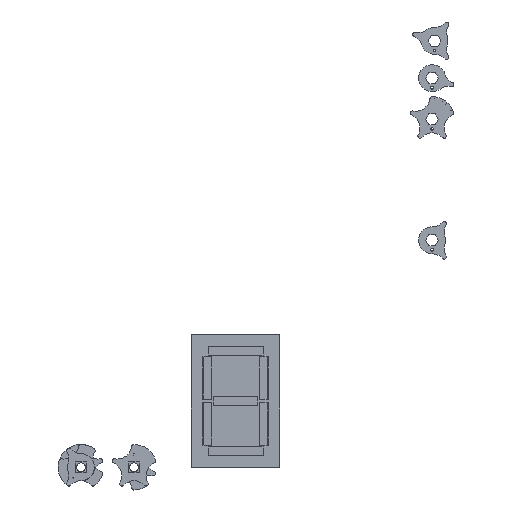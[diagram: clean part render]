
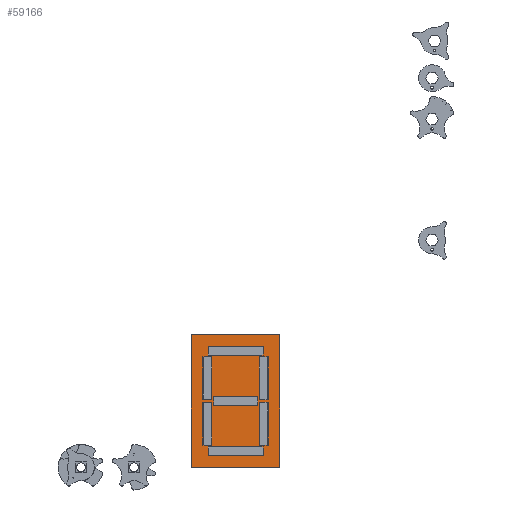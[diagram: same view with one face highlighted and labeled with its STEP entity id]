
A CAD part, front view. The second image highlights one B-rep face of the part: STEP entity #59166.
In plain terms, the highlighted planar face has unit normal (0, -1, 0).
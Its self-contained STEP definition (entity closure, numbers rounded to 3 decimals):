
#6552=FACE_BOUND('',#12854,.T.);
#6553=FACE_BOUND('',#12855,.T.);
#6554=FACE_BOUND('',#12856,.T.);
#6555=FACE_BOUND('',#12857,.T.);
#6556=FACE_BOUND('',#12858,.T.);
#6557=FACE_BOUND('',#12859,.T.);
#6558=FACE_BOUND('',#12860,.T.);
#9440=FACE_OUTER_BOUND('',#12853,.T.);
#12853=EDGE_LOOP('',(#51343,#51344,#51345,#51346));
#12854=EDGE_LOOP('',(#51347,#51348,#51349,#51350));
#12855=EDGE_LOOP('',(#51351,#51352,#51353,#51354));
#12856=EDGE_LOOP('',(#51355,#51356,#51357,#51358));
#12857=EDGE_LOOP('',(#51359,#51360,#51361,#51362));
#12858=EDGE_LOOP('',(#51363,#51364,#51365,#51366));
#12859=EDGE_LOOP('',(#51367,#51368,#51369,#51370));
#12860=EDGE_LOOP('',(#51371,#51372,#51373,#51374));
#17135=LINE('',#107788,#21753);
#17139=LINE('',#107796,#21757);
#17142=LINE('',#107802,#21760);
#17145=LINE('',#107809,#21763);
#17149=LINE('',#107817,#21767);
#17152=LINE('',#107823,#21770);
#17155=LINE('',#107830,#21773);
#17159=LINE('',#107839,#21777);
#17163=LINE('',#107846,#21781);
#17170=LINE('',#107861,#21788);
#17174=LINE('',#107870,#21792);
#17178=LINE('',#107877,#21796);
#17185=LINE('',#107892,#21803);
#17189=LINE('',#107900,#21807);
#17192=LINE('',#107906,#21810);
#17195=LINE('',#107913,#21813);
#17199=LINE('',#107921,#21817);
#17202=LINE('',#107927,#21820);
#17205=LINE('',#107934,#21823);
#17209=LINE('',#107943,#21827);
#17213=LINE('',#107950,#21831);
#17231=LINE('',#107984,#21849);
#17243=LINE('',#108007,#21861);
#17254=LINE('',#108028,#21872);
#17263=LINE('',#108045,#21881);
#17274=LINE('',#108066,#21892);
#17283=LINE('',#108083,#21901);
#17293=LINE('',#108101,#21911);
#17311=LINE('',#108135,#21929);
#17312=LINE('',#108137,#21930);
#17313=LINE('',#108139,#21931);
#17314=LINE('',#108140,#21932);
#21753=VECTOR('',#68056,10.);
#21757=VECTOR('',#68062,10.);
#21760=VECTOR('',#68067,10.);
#21763=VECTOR('',#68072,10.);
#21767=VECTOR('',#68078,10.);
#21770=VECTOR('',#68083,10.);
#21773=VECTOR('',#68088,10.);
#21777=VECTOR('',#68094,10.);
#21781=VECTOR('',#68100,10.);
#21788=VECTOR('',#68111,10.);
#21792=VECTOR('',#68117,10.);
#21796=VECTOR('',#68123,10.);
#21803=VECTOR('',#68134,10.);
#21807=VECTOR('',#68140,10.);
#21810=VECTOR('',#68145,10.);
#21813=VECTOR('',#68150,10.);
#21817=VECTOR('',#68156,10.);
#21820=VECTOR('',#68161,10.);
#21823=VECTOR('',#68166,10.);
#21827=VECTOR('',#68172,10.);
#21831=VECTOR('',#68178,10.);
#21849=VECTOR('',#68204,10.);
#21861=VECTOR('',#68224,10.);
#21872=VECTOR('',#68241,10.);
#21881=VECTOR('',#68256,10.);
#21892=VECTOR('',#68273,10.);
#21901=VECTOR('',#68288,10.);
#21911=VECTOR('',#68304,10.);
#21929=VECTOR('',#68342,10.);
#21930=VECTOR('',#68343,10.);
#21931=VECTOR('',#68344,10.);
#21932=VECTOR('',#68345,10.);
#27333=VERTEX_POINT('',#107786);
#27334=VERTEX_POINT('',#107787);
#27337=VERTEX_POINT('',#107795);
#27339=VERTEX_POINT('',#107801);
#27341=VERTEX_POINT('',#107807);
#27342=VERTEX_POINT('',#107808);
#27345=VERTEX_POINT('',#107816);
#27347=VERTEX_POINT('',#107822);
#27349=VERTEX_POINT('',#107828);
#27350=VERTEX_POINT('',#107829);
#27353=VERTEX_POINT('',#107837);
#27354=VERTEX_POINT('',#107838);
#27361=VERTEX_POINT('',#107859);
#27362=VERTEX_POINT('',#107860);
#27365=VERTEX_POINT('',#107868);
#27366=VERTEX_POINT('',#107869);
#27373=VERTEX_POINT('',#107890);
#27374=VERTEX_POINT('',#107891);
#27377=VERTEX_POINT('',#107899);
#27379=VERTEX_POINT('',#107905);
#27381=VERTEX_POINT('',#107911);
#27382=VERTEX_POINT('',#107912);
#27385=VERTEX_POINT('',#107920);
#27387=VERTEX_POINT('',#107926);
#27389=VERTEX_POINT('',#107932);
#27390=VERTEX_POINT('',#107933);
#27393=VERTEX_POINT('',#107941);
#27394=VERTEX_POINT('',#107942);
#27449=VERTEX_POINT('',#108133);
#27450=VERTEX_POINT('',#108134);
#27451=VERTEX_POINT('',#108136);
#27452=VERTEX_POINT('',#108138);
#35485=EDGE_CURVE('',#27333,#27334,#17135,.T.);
#35489=EDGE_CURVE('',#27334,#27337,#17139,.T.);
#35492=EDGE_CURVE('',#27337,#27339,#17142,.T.);
#35495=EDGE_CURVE('',#27341,#27342,#17145,.T.);
#35499=EDGE_CURVE('',#27342,#27345,#17149,.T.);
#35502=EDGE_CURVE('',#27345,#27347,#17152,.T.);
#35505=EDGE_CURVE('',#27349,#27350,#17155,.T.);
#35509=EDGE_CURVE('',#27353,#27354,#17159,.T.);
#35513=EDGE_CURVE('',#27354,#27349,#17163,.T.);
#35520=EDGE_CURVE('',#27361,#27362,#17170,.T.);
#35524=EDGE_CURVE('',#27365,#27366,#17174,.T.);
#35528=EDGE_CURVE('',#27366,#27361,#17178,.T.);
#35535=EDGE_CURVE('',#27373,#27374,#17185,.T.);
#35539=EDGE_CURVE('',#27374,#27377,#17189,.T.);
#35542=EDGE_CURVE('',#27377,#27379,#17192,.T.);
#35545=EDGE_CURVE('',#27381,#27382,#17195,.T.);
#35549=EDGE_CURVE('',#27382,#27385,#17199,.T.);
#35552=EDGE_CURVE('',#27385,#27387,#17202,.T.);
#35555=EDGE_CURVE('',#27389,#27390,#17205,.T.);
#35559=EDGE_CURVE('',#27393,#27394,#17209,.T.);
#35563=EDGE_CURVE('',#27394,#27389,#17213,.T.);
#35581=EDGE_CURVE('',#27339,#27333,#17231,.T.);
#35593=EDGE_CURVE('',#27390,#27393,#17243,.T.);
#35604=EDGE_CURVE('',#27379,#27373,#17254,.T.);
#35613=EDGE_CURVE('',#27350,#27353,#17263,.T.);
#35624=EDGE_CURVE('',#27347,#27341,#17274,.T.);
#35633=EDGE_CURVE('',#27362,#27365,#17283,.T.);
#35643=EDGE_CURVE('',#27387,#27381,#17293,.T.);
#35661=EDGE_CURVE('',#27449,#27450,#17311,.T.);
#35662=EDGE_CURVE('',#27450,#27451,#17312,.T.);
#35663=EDGE_CURVE('',#27451,#27452,#17313,.T.);
#35664=EDGE_CURVE('',#27452,#27449,#17314,.T.);
#51343=ORIENTED_EDGE('',*,*,#35661,.T.);
#51344=ORIENTED_EDGE('',*,*,#35662,.T.);
#51345=ORIENTED_EDGE('',*,*,#35663,.T.);
#51346=ORIENTED_EDGE('',*,*,#35664,.T.);
#51347=ORIENTED_EDGE('',*,*,#35489,.T.);
#51348=ORIENTED_EDGE('',*,*,#35492,.T.);
#51349=ORIENTED_EDGE('',*,*,#35581,.T.);
#51350=ORIENTED_EDGE('',*,*,#35485,.T.);
#51351=ORIENTED_EDGE('',*,*,#35499,.T.);
#51352=ORIENTED_EDGE('',*,*,#35502,.T.);
#51353=ORIENTED_EDGE('',*,*,#35624,.T.);
#51354=ORIENTED_EDGE('',*,*,#35495,.T.);
#51355=ORIENTED_EDGE('',*,*,#35509,.T.);
#51356=ORIENTED_EDGE('',*,*,#35513,.T.);
#51357=ORIENTED_EDGE('',*,*,#35505,.T.);
#51358=ORIENTED_EDGE('',*,*,#35613,.T.);
#51359=ORIENTED_EDGE('',*,*,#35524,.T.);
#51360=ORIENTED_EDGE('',*,*,#35528,.T.);
#51361=ORIENTED_EDGE('',*,*,#35520,.T.);
#51362=ORIENTED_EDGE('',*,*,#35633,.T.);
#51363=ORIENTED_EDGE('',*,*,#35539,.T.);
#51364=ORIENTED_EDGE('',*,*,#35542,.T.);
#51365=ORIENTED_EDGE('',*,*,#35604,.T.);
#51366=ORIENTED_EDGE('',*,*,#35535,.T.);
#51367=ORIENTED_EDGE('',*,*,#35549,.T.);
#51368=ORIENTED_EDGE('',*,*,#35552,.T.);
#51369=ORIENTED_EDGE('',*,*,#35643,.T.);
#51370=ORIENTED_EDGE('',*,*,#35545,.T.);
#51371=ORIENTED_EDGE('',*,*,#35559,.T.);
#51372=ORIENTED_EDGE('',*,*,#35563,.T.);
#51373=ORIENTED_EDGE('',*,*,#35555,.T.);
#51374=ORIENTED_EDGE('',*,*,#35593,.T.);
#56515=PLANE('',#61672);
#59166=ADVANCED_FACE('',(#9440,#6552,#6553,#6554,#6555,#6556,#6557,#6558),
#56515,.F.);
#61672=AXIS2_PLACEMENT_3D('',#108132,#68340,#68341);
#68056=DIRECTION('',(0.,0.,-1.));
#68062=DIRECTION('',(-1.,0.,0.));
#68067=DIRECTION('',(0.,0.,1.));
#68072=DIRECTION('',(0.,0.,-1.));
#68078=DIRECTION('',(-1.,0.,0.));
#68083=DIRECTION('',(0.,0.,1.));
#68088=DIRECTION('',(1.,0.,0.));
#68094=DIRECTION('',(-1.,0.,0.));
#68100=DIRECTION('',(0.,0.,1.));
#68111=DIRECTION('',(-1.,0.,0.));
#68117=DIRECTION('',(1.,0.,0.));
#68123=DIRECTION('',(0.,0.,-1.));
#68134=DIRECTION('',(-1.,0.,0.));
#68140=DIRECTION('',(0.,0.,1.));
#68145=DIRECTION('',(1.,0.,0.));
#68150=DIRECTION('',(1.,0.,0.));
#68156=DIRECTION('',(0.,0.,-1.));
#68161=DIRECTION('',(-1.,0.,0.));
#68166=DIRECTION('',(0.,0.,-1.));
#68172=DIRECTION('',(0.,0.,1.));
#68178=DIRECTION('',(1.,0.,0.));
#68204=DIRECTION('',(1.,0.,0.));
#68224=DIRECTION('',(-1.,0.,0.));
#68241=DIRECTION('',(0.,0.,-1.));
#68256=DIRECTION('',(0.,0.,-1.));
#68273=DIRECTION('',(1.,0.,0.));
#68288=DIRECTION('',(0.,0.,1.));
#68304=DIRECTION('',(0.,0.,1.));
#68340=DIRECTION('center_axis',(0.,1.,0.));
#68341=DIRECTION('ref_axis',(0.,0.,1.));
#68342=DIRECTION('',(-1.,0.,0.));
#68343=DIRECTION('',(0.,0.,-1.));
#68344=DIRECTION('',(1.,0.,0.));
#68345=DIRECTION('',(0.,0.,1.));
#107786=CARTESIAN_POINT('',(75.,0.,80.));
#107787=CARTESIAN_POINT('',(75.,0.,70.));
#107788=CARTESIAN_POINT('',(75.,0.,72.5));
#107795=CARTESIAN_POINT('',(25.,0.,70.));
#107796=CARTESIAN_POINT('',(37.5,0.,70.));
#107801=CARTESIAN_POINT('',(25.,0.,80.));
#107802=CARTESIAN_POINT('',(25.,0.,77.5));
#107807=CARTESIAN_POINT('',(81.,0.,23.));
#107808=CARTESIAN_POINT('',(81.,0.,13.));
#107809=CARTESIAN_POINT('',(81.,0.,44.));
#107816=CARTESIAN_POINT('',(19.,0.,13.));
#107817=CARTESIAN_POINT('',(34.5,0.,13.));
#107822=CARTESIAN_POINT('',(19.,0.,23.));
#107823=CARTESIAN_POINT('',(19.,0.,49.));
#107828=CARTESIAN_POINT('',(13.,0.,73.5));
#107829=CARTESIAN_POINT('',(23.,0.,73.5));
#107830=CARTESIAN_POINT('',(36.5,0.,73.5));
#107837=CARTESIAN_POINT('',(23.,0.,25.));
#107838=CARTESIAN_POINT('',(13.,0.,25.));
#107839=CARTESIAN_POINT('',(31.5,0.,25.));
#107846=CARTESIAN_POINT('',(13.,0.,74.25));
#107859=CARTESIAN_POINT('',(87.,0.,25.));
#107860=CARTESIAN_POINT('',(77.,0.,25.));
#107861=CARTESIAN_POINT('',(63.5,0.,25.));
#107868=CARTESIAN_POINT('',(77.,0.,73.5));
#107869=CARTESIAN_POINT('',(87.,0.,73.5));
#107870=CARTESIAN_POINT('',(68.5,0.,73.5));
#107877=CARTESIAN_POINT('',(87.,0.,50.));
#107890=CARTESIAN_POINT('',(23.,0.,76.5));
#107891=CARTESIAN_POINT('',(13.,0.,76.5));
#107892=CARTESIAN_POINT('',(31.5,0.,76.5));
#107899=CARTESIAN_POINT('',(13.,0.,125.));
#107900=CARTESIAN_POINT('',(13.,0.,100.));
#107905=CARTESIAN_POINT('',(23.,0.,125.));
#107906=CARTESIAN_POINT('',(36.5,0.,125.));
#107911=CARTESIAN_POINT('',(77.,0.,125.));
#107912=CARTESIAN_POINT('',(87.,0.,125.));
#107913=CARTESIAN_POINT('',(68.5,0.,125.));
#107920=CARTESIAN_POINT('',(87.,0.,76.5));
#107921=CARTESIAN_POINT('',(87.,0.,75.75));
#107926=CARTESIAN_POINT('',(77.,0.,76.5));
#107927=CARTESIAN_POINT('',(63.5,0.,76.5));
#107932=CARTESIAN_POINT('',(81.,0.,137.));
#107933=CARTESIAN_POINT('',(81.,0.,127.));
#107934=CARTESIAN_POINT('',(81.,0.,101.));
#107941=CARTESIAN_POINT('',(19.,0.,127.));
#107942=CARTESIAN_POINT('',(19.,0.,137.));
#107943=CARTESIAN_POINT('',(19.,0.,106.));
#107950=CARTESIAN_POINT('',(65.5,0.,137.));
#107984=CARTESIAN_POINT('',(62.5,0.,80.));
#108007=CARTESIAN_POINT('',(34.5,0.,127.));
#108028=CARTESIAN_POINT('',(23.,0.,75.75));
#108045=CARTESIAN_POINT('',(23.,0.,50.));
#108066=CARTESIAN_POINT('',(65.5,0.,23.));
#108083=CARTESIAN_POINT('',(77.,0.,74.25));
#108101=CARTESIAN_POINT('',(77.,0.,100.));
#108132=CARTESIAN_POINT('Origin',(50.,0.,75.));
#108133=CARTESIAN_POINT('',(100.,0.,150.));
#108134=CARTESIAN_POINT('',(0.,0.,150.));
#108135=CARTESIAN_POINT('',(50.,0.,150.));
#108136=CARTESIAN_POINT('',(0.,0.,0.));
#108137=CARTESIAN_POINT('',(0.,0.,75.));
#108138=CARTESIAN_POINT('',(100.,0.,0.));
#108139=CARTESIAN_POINT('',(50.,0.,0.));
#108140=CARTESIAN_POINT('',(100.,0.,75.));
